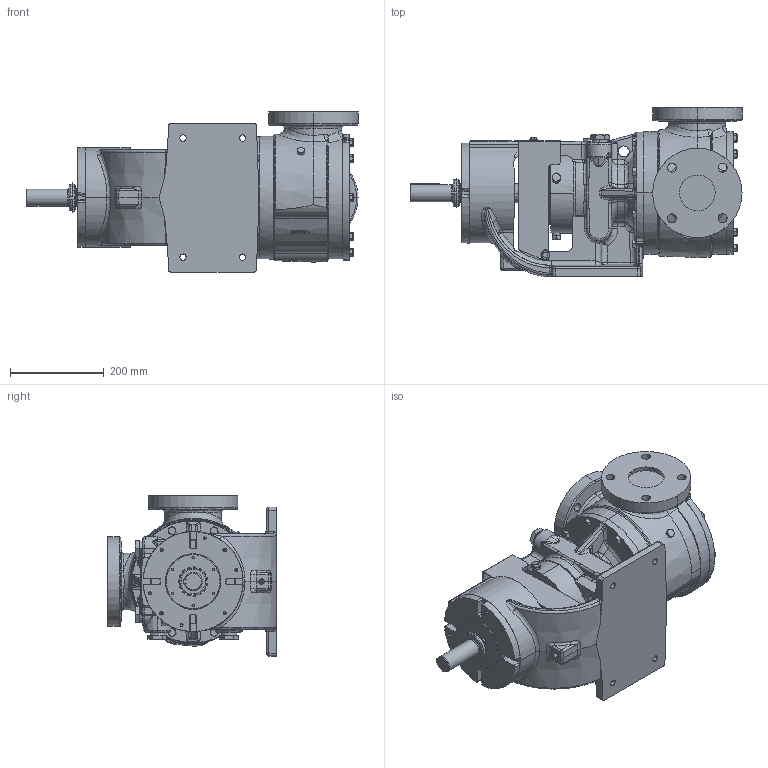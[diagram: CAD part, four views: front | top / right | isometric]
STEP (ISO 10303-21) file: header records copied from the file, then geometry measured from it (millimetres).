
FILE_DESCRIPTION (( 'STEP AP214' ), '1' );
FILE_NAME ('LS4223AA.STEP', '2017-01-25T18:02:29', ( '' ), ( '' ), 'SwSTEP 2.0', 'SolidWorks 2016', '' );
FILE_SCHEMA (( 'AUTOMOTIVE_DESIGN' ));
Length unit declared in the file: inch
Products named in the file (2): LS4223AA
Bounding box: 708.19 x 360.43 x 341.38 mm (x, y, z)
Volume: 25270765.9 mm3; surface area: 1221192.1 mm2
Topology: 1 solids, 1 shells, 2661 faces, 6709 edges, 4101 vertices
Faces by surface type: plane 983, bspline 656, cone 516, cylinder 506
Entity records: 157210 total; most frequent: CARTESIAN_POINT 80363, ORIENTED_EDGE 13252, DIRECTION 10299, EDGE_CURVE 6626, VERTEX_POINT 4101, AXIS2_PLACEMENT_3D 3925, EDGE_LOOP 2871, ADVANCED_FACE 2661
